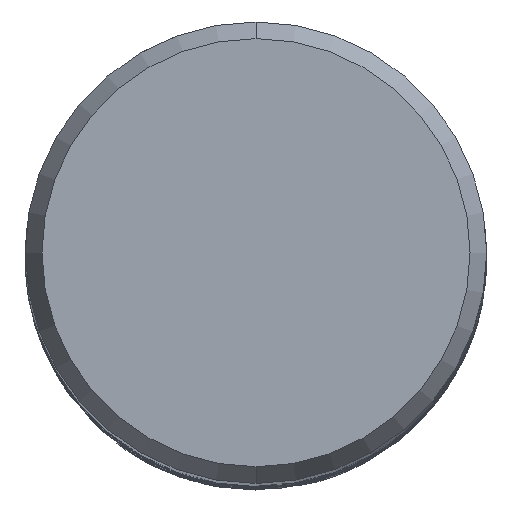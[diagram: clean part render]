
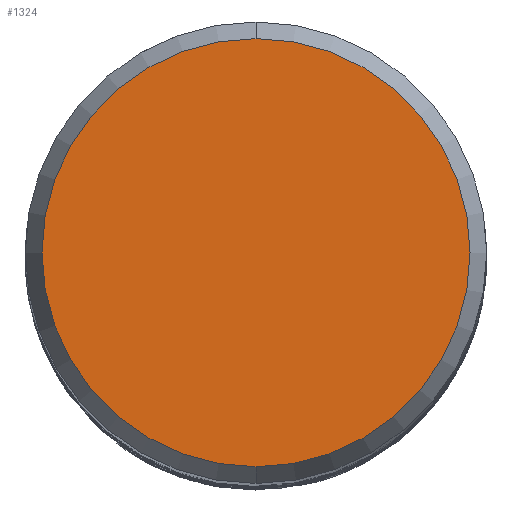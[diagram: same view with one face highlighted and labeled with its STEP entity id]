
A CAD part, top view. The second image highlights one B-rep face of the part: STEP entity #1324.
In plain terms, the highlighted planar face has unit normal (0, 0, 1).
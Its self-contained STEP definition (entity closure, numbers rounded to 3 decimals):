
#942=EDGE_CURVE('',#2202,#1692,#2628,.T.);
#1158=EDGE_CURVE('',#1692,#2202,#2862,.T.);
#1324=ADVANCED_FACE('',(#3043),#3044,.T.);
#1692=VERTEX_POINT('',#3438);
#2202=VERTEX_POINT('',#3996);
#2628=CIRCLE('',#5819,7.423);
#2862=CIRCLE('',#10274,7.423);
#3043=FACE_OUTER_BOUND('',#12549,.T.);
#3044=PLANE('',#12550);
#3438=CARTESIAN_POINT('',(0.0,7.423,0.0));
#3996=CARTESIAN_POINT('',(0.,-7.423,0.0));
#5819=AXIS2_PLACEMENT_3D('',#32424,#32425,#32426);
#10274=AXIS2_PLACEMENT_3D('',#32661,#32662,#32663);
#12549=EDGE_LOOP('',(#32878,#32879));
#12550=AXIS2_PLACEMENT_3D('',#32880,#32881,#32882);
#32424=CARTESIAN_POINT('',(0.0,0.0,0.0));
#32425=DIRECTION('',(0.0,0.0,-1.0));
#32426=DIRECTION('',(0.0,1.0,0.0));
#32661=CARTESIAN_POINT('',(0.0,0.0,0.0));
#32662=DIRECTION('',(0.0,0.0,-1.0));
#32663=DIRECTION('',(0.0,1.0,0.0));
#32878=ORIENTED_EDGE('',*,*,#1158,.F.);
#32879=ORIENTED_EDGE('',*,*,#942,.F.);
#32880=CARTESIAN_POINT('',(0.0,3.711,0.0));
#32881=DIRECTION('',(-0.0,0.0,1.0));
#32882=DIRECTION('',(0.0,-1.0,0.0));
